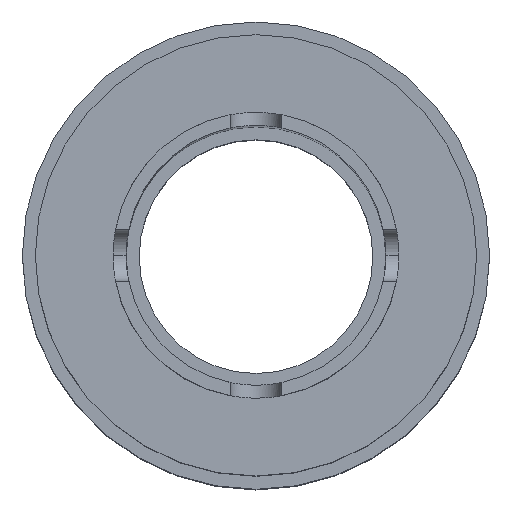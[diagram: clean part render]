
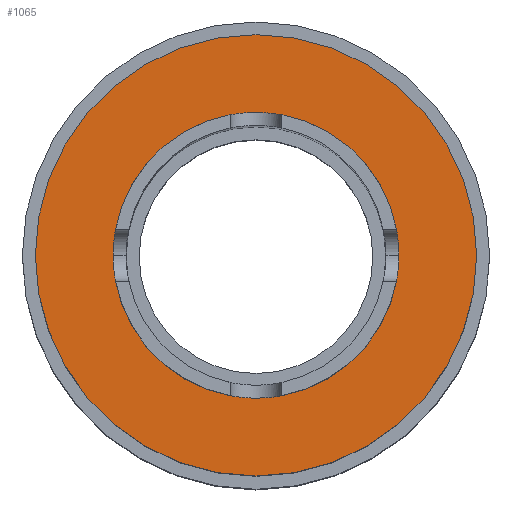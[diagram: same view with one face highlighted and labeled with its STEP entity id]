
A CAD part, top view. The second image highlights one B-rep face of the part: STEP entity #1065.
In plain terms, the highlighted planar face has unit normal (0, 0, 1).
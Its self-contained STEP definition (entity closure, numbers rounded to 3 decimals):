
#63 = EDGE_CURVE ( 'NONE', #304, #123, #701, .T. ) ;
#112 = AXIS2_PLACEMENT_3D ( 'NONE', #1527, #983, #440 ) ;
#123 = VERTEX_POINT ( 'NONE', #757 ) ;
#140 = CARTESIAN_POINT ( 'NONE',  ( -8.5, 0., 39. ) ) ;
#154 = ORIENTED_EDGE ( 'NONE', *, *, #629, .F. ) ;
#193 = CIRCLE ( 'NONE', #334, 5.5 ) ;
#304 = VERTEX_POINT ( 'NONE', #387 ) ;
#333 = VERTEX_POINT ( 'NONE', #1899 ) ;
#334 = AXIS2_PLACEMENT_3D ( 'NONE', #1448, #1239, #1601 ) ;
#347 = DIRECTION ( 'NONE',  ( 1., 0., 0. ) ) ;
#387 = CARTESIAN_POINT ( 'NONE',  ( -5.5, 0., 39. ) ) ;
#440 = DIRECTION ( 'NONE',  ( 1., 0., 0. ) ) ;
#469 = CARTESIAN_POINT ( 'NONE',  ( 0., 0., 39. ) ) ;
#612 = CIRCLE ( 'NONE', #1338, 8.5 ) ;
#629 = EDGE_CURVE ( 'NONE', #123, #304, #193, .T. ) ;
#701 = CIRCLE ( 'NONE', #2182, 5.5 ) ;
#757 = CARTESIAN_POINT ( 'NONE',  ( 5.5, 0., 39. ) ) ;
#881 = FACE_BOUND ( 'NONE', #2231, .T. ) ;
#930 = CARTESIAN_POINT ( 'NONE',  ( 0., 0., 39. ) ) ;
#983 = DIRECTION ( 'NONE',  ( 0., 0., 1. ) ) ;
#1005 = AXIS2_PLACEMENT_3D ( 'NONE', #1774, #1958, #1777 ) ;
#1016 = DIRECTION ( 'NONE',  ( 1., 0., 0. ) ) ;
#1065 = ADVANCED_FACE ( 'NONE', ( #2020, #881 ), #1175, .T. ) ;
#1175 = PLANE ( 'NONE',  #112 ) ;
#1239 = DIRECTION ( 'NONE',  ( 0., 0., 1. ) ) ;
#1338 = AXIS2_PLACEMENT_3D ( 'NONE', #469, #2137, #1016 ) ;
#1448 = CARTESIAN_POINT ( 'NONE',  ( 0., 0., 39. ) ) ;
#1527 = CARTESIAN_POINT ( 'NONE',  ( 0., 0., 39. ) ) ;
#1576 = EDGE_CURVE ( 'NONE', #333, #1895, #612, .T. ) ;
#1577 = CIRCLE ( 'NONE', #1005, 8.5 ) ;
#1592 = EDGE_CURVE ( 'NONE', #1895, #333, #1577, .T. ) ;
#1601 = DIRECTION ( 'NONE',  ( 1., 0., 0. ) ) ;
#1689 = ORIENTED_EDGE ( 'NONE', *, *, #63, .F. ) ;
#1774 = CARTESIAN_POINT ( 'NONE',  ( 0., 0., 39. ) ) ;
#1777 = DIRECTION ( 'NONE',  ( 1., 0., 0. ) ) ;
#1858 = DIRECTION ( 'NONE',  ( 0., 0., 1. ) ) ;
#1862 = ORIENTED_EDGE ( 'NONE', *, *, #1576, .T. ) ;
#1895 = VERTEX_POINT ( 'NONE', #140 ) ;
#1899 = CARTESIAN_POINT ( 'NONE',  ( 8.5, 0., 39. ) ) ;
#1958 = DIRECTION ( 'NONE',  ( 0., 0., 1. ) ) ;
#2020 = FACE_OUTER_BOUND ( 'NONE', #2360, .T. ) ;
#2047 = ORIENTED_EDGE ( 'NONE', *, *, #1592, .T. ) ;
#2137 = DIRECTION ( 'NONE',  ( 0., 0., 1. ) ) ;
#2182 = AXIS2_PLACEMENT_3D ( 'NONE', #930, #1858, #347 ) ;
#2231 = EDGE_LOOP ( 'NONE', ( #1689, #154 ) ) ;
#2360 = EDGE_LOOP ( 'NONE', ( #2047, #1862 ) ) ;
